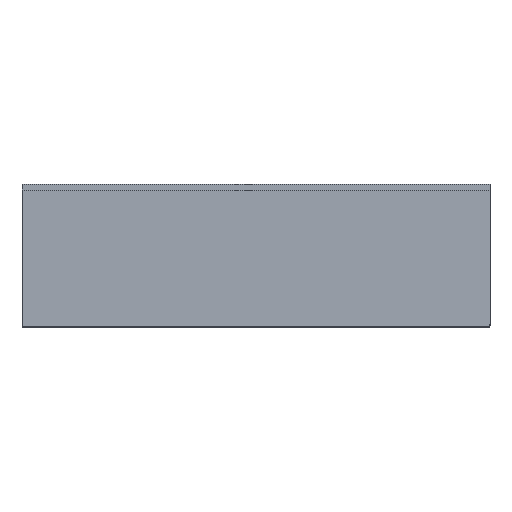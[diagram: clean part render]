
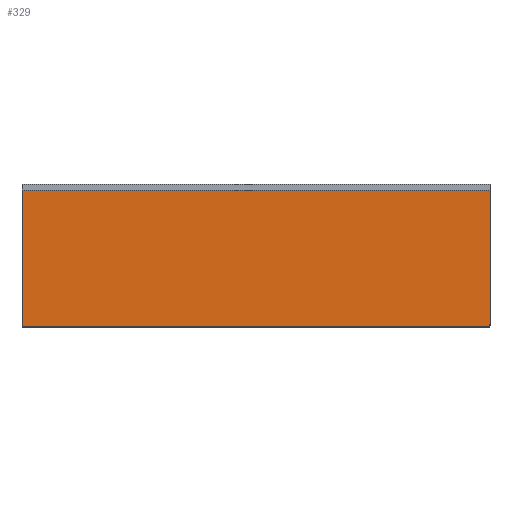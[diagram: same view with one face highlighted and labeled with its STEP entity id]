
A CAD part, top view. The second image highlights one B-rep face of the part: STEP entity #329.
In plain terms, the highlighted planar face has unit normal (0, 0, 1).
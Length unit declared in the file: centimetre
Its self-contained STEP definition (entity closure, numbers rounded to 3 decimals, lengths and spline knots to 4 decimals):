
#94=(
BOUNDED_CURVE()
B_SPLINE_CURVE(2,(#4005,#4006,#4007),.UNSPECIFIED.,.F.,.F.)
B_SPLINE_CURVE_WITH_KNOTS((3,3),(-1.,0.),.UNSPECIFIED.)
CURVE()
GEOMETRIC_REPRESENTATION_ITEM()
RATIONAL_B_SPLINE_CURVE((1.,0.707,1.))
REPRESENTATION_ITEM($)
);
#97=(
BOUNDED_CURVE()
B_SPLINE_CURVE(2,(#4024,#4025,#4026),.UNSPECIFIED.,.F.,.F.)
B_SPLINE_CURVE_WITH_KNOTS((3,3),(-1.,0.),.UNSPECIFIED.)
CURVE()
GEOMETRIC_REPRESENTATION_ITEM()
RATIONAL_B_SPLINE_CURVE((1.,0.707,1.))
REPRESENTATION_ITEM($)
);
#329=ADVANCED_FACE($,(#543),#2655,.T.);
#543=FACE_OUTER_BOUND($,#757,.T.);
#757=EDGE_LOOP($,(#1102,#1103,#1104,#1105,#1106,#1107));
#1102=ORIENTED_EDGE($,*,*,#1945,.T.);
#1103=ORIENTED_EDGE($,*,*,#1937,.F.);
#1104=ORIENTED_EDGE($,*,*,#1940,.F.);
#1105=ORIENTED_EDGE($,*,*,#1942,.F.);
#1106=ORIENTED_EDGE($,*,*,#1947,.F.);
#1107=ORIENTED_EDGE($,*,*,#1948,.T.);
#1937=EDGE_CURVE($,#2373,#2370,#2839,.T.);
#1940=EDGE_CURVE($,#2376,#2373,#2842,.T.);
#1942=EDGE_CURVE($,#2377,#2376,#94,.T.);
#1945=EDGE_CURVE($,#2378,#2370,#2843,.T.);
#1947=EDGE_CURVE($,#2381,#2377,#2845,.T.);
#1948=EDGE_CURVE($,#2381,#2378,#97,.T.);
#2370=VERTEX_POINT($,#4068);
#2373=VERTEX_POINT($,#4071);
#2376=VERTEX_POINT($,#4074);
#2377=VERTEX_POINT($,#4075);
#2378=VERTEX_POINT($,#4076);
#2381=VERTEX_POINT($,#4079);
#2655=PLANE($,#3201);
#2839=B_SPLINE_CURVE_WITH_KNOTS($,1,(#3994,#3995),.UNSPECIFIED.,.F.,.F.,
(2,2),(0.,120.),.UNSPECIFIED.);
#2842=B_SPLINE_CURVE_WITH_KNOTS($,1,(#4000,#4001),.UNSPECIFIED.,.F.,.F.,
(2,2),(0.6,35.),.UNSPECIFIED.);
#2843=B_SPLINE_CURVE_WITH_KNOTS($,3,(#4016,#4017,#4018,#4019),.UNSPECIFIED.,
.F.,.F.,(4,4),(38.,72.4),.UNSPECIFIED.);
#2845=B_SPLINE_CURVE_WITH_KNOTS($,1,(#4022,#4023),.UNSPECIFIED.,.F.,.F.,
(2,2),(120.6,239.4),.UNSPECIFIED.);
#3201=AXIS2_PLACEMENT_3D($,#4041,#3368,$);
#3368=DIRECTION($,(0.,0.,1.));
#3994=CARTESIAN_POINT($,(0.,35.,177.5));
#3995=CARTESIAN_POINT($,(120.,35.,177.5));
#4000=CARTESIAN_POINT($,(0.,0.6,177.5));
#4001=CARTESIAN_POINT($,(0.,35.,177.5));
#4005=CARTESIAN_POINT($,(0.6,0.,177.5));
#4006=CARTESIAN_POINT($,(0.,0.,177.5));
#4007=CARTESIAN_POINT($,(0.,0.6,177.5));
#4016=CARTESIAN_POINT($,(120.,0.6,177.5));
#4017=CARTESIAN_POINT($,(120.,12.0667,177.5));
#4018=CARTESIAN_POINT($,(120.,23.5333,177.5));
#4019=CARTESIAN_POINT($,(120.,35.,177.5));
#4022=CARTESIAN_POINT($,(119.4,0.,177.5));
#4023=CARTESIAN_POINT($,(0.6,0.,177.5));
#4024=CARTESIAN_POINT($,(119.4,0.,177.5));
#4025=CARTESIAN_POINT($,(120.,0.,177.5));
#4026=CARTESIAN_POINT($,(120.,0.6,177.5));
#4041=CARTESIAN_POINT($,(0.,0.,177.5));
#4068=CARTESIAN_POINT($,(120.,35.,177.5));
#4071=CARTESIAN_POINT($,(0.,35.,177.5));
#4074=CARTESIAN_POINT($,(0.,0.6,177.5));
#4075=CARTESIAN_POINT($,(0.6,0.,177.5));
#4076=CARTESIAN_POINT($,(120.,0.6,177.5));
#4079=CARTESIAN_POINT($,(119.4,0.,177.5));
